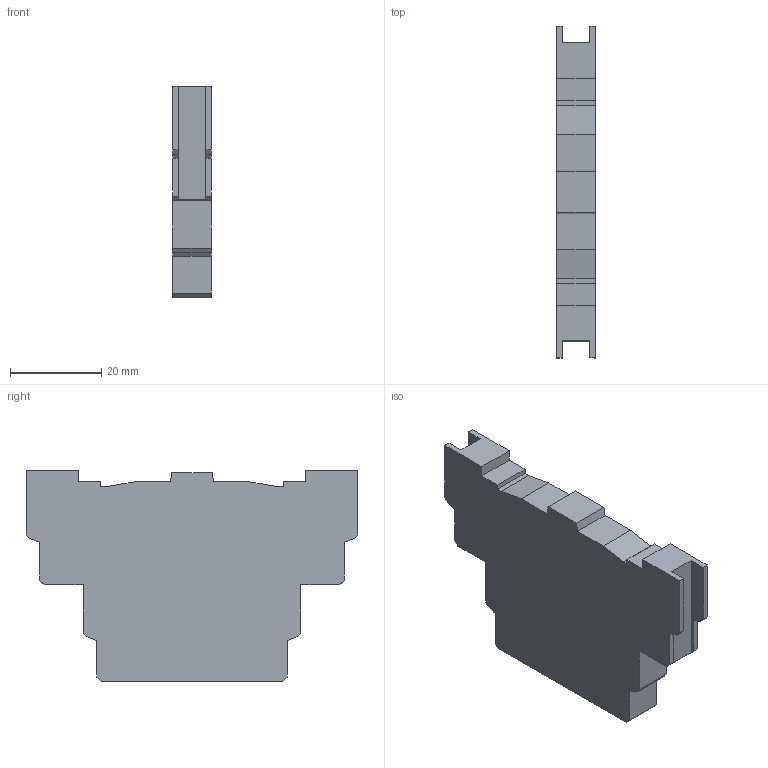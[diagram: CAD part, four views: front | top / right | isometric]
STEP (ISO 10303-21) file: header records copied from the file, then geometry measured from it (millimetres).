
FILE_DESCRIPTION((''),'2;1');
FILE_NAME('3d_GAX1011C.stp','2012-10-03T11:01:22',(''),(''),'Mechanical Desktop 2011','Mechanical Desktop 2011',', , ');
FILE_SCHEMA(('CONFIG_CONTROL_DESIGN'));
Length unit declared in the file: millimetre
Products named in the file (1): Product
Bounding box: 8.5 x 72.6 x 46.2 mm (x, y, z)
Volume: 21262.5 mm3; surface area: 7409.6 mm2
Topology: 1 solids, 1 shells, 56 faces, 600 edges, 980 vertices
Faces by surface type: plane 50, bspline 6
Entity records: 4528 total; most frequent: CARTESIAN_POINT 1217, DIRECTION 706, VECTOR 596, LINE 596, TRIMMED_CURVE 434, ORIENTED_EDGE 324, EDGE_CURVE 162, VERTEX_POINT 108
